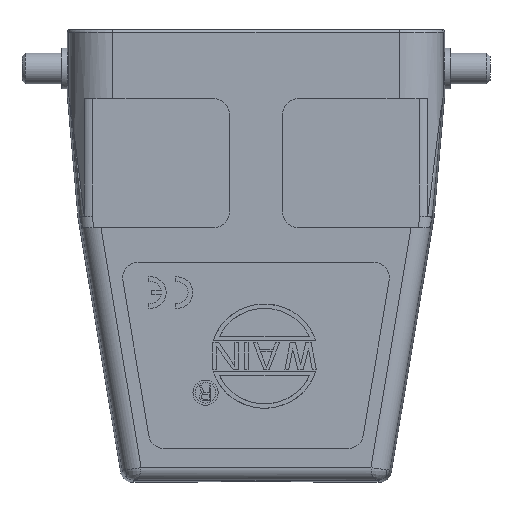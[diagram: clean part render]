
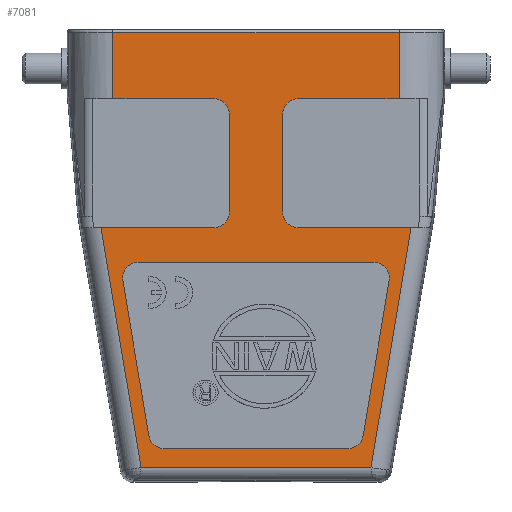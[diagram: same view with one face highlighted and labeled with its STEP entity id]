
A CAD part, front view. The second image highlights one B-rep face of the part: STEP entity #7081.
In plain terms, the highlighted planar face has unit normal (0, -1, 0).
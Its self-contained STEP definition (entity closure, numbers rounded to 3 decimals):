
#74=DIRECTION('',(0.,0.,1.));
#75=VECTOR('',#74,10.5);
#76=CARTESIAN_POINT('',(22.746,-21.5,-11.));
#77=LINE('',#76,#75);
#86=CARTESIAN_POINT('',(-6.75,-21.5,-13.5));
#87=DIRECTION('',(0.,-1.,0.));
#88=DIRECTION('',(1.,0.,0.));
#89=AXIS2_PLACEMENT_3D('',#86,#87,#88);
#91=CARTESIAN_POINT('',(6.75,-21.5,-13.5));
#92=DIRECTION('',(0.,-1.,0.));
#93=DIRECTION('',(0.,0.,1.));
#94=AXIS2_PLACEMENT_3D('',#91,#92,#93);
#96=CARTESIAN_POINT('',(6.75,-21.5,-29.));
#97=DIRECTION('',(0.,-1.,0.));
#98=DIRECTION('',(-1.,0.,0.));
#99=AXIS2_PLACEMENT_3D('',#96,#97,#98);
#101=DIRECTION('',(-0.165,0.,-0.986));
#102=VECTOR('',#101,38.688);
#103=CARTESIAN_POINT('',(24.658,-21.5,-31.5));
#104=LINE('',#103,#102);
#105=DIRECTION('',(-0.165,0.,0.986));
#106=VECTOR('',#105,38.69);
#107=CARTESIAN_POINT('',(-18.272,-21.5,
-69.659));
#108=LINE('',#107,#106);
#109=CARTESIAN_POINT('',(-6.75,-21.5,-29.));
#110=DIRECTION('',(0.,-1.,0.));
#111=DIRECTION('',(0.,0.,-1.));
#112=AXIS2_PLACEMENT_3D('',#109,#110,#111);
#114=CARTESIAN_POINT('',(14.583,-21.5,-64.125));
#115=DIRECTION('',(0.,-1.,0.));
#116=DIRECTION('',(0.,0.,-1.));
#117=AXIS2_PLACEMENT_3D('',#114,#115,#116);
#119=DIRECTION('',(0.165,0.,0.986));
#120=VECTOR('',#119,24.967);
#121=CARTESIAN_POINT('',(17.049,-21.5,-64.537));
#122=LINE('',#121,#120);
#123=CARTESIAN_POINT('',(18.704,-21.5,-39.5));
#124=DIRECTION('',(0.,-1.,0.));
#125=DIRECTION('',(0.986,0.,-0.165));
#126=AXIS2_PLACEMENT_3D('',#123,#124,#125);
#128=CARTESIAN_POINT('',(-18.704,-21.5,-39.5));
#129=DIRECTION('',(0.,-1.,0.));
#130=DIRECTION('',(0.,0.,1.));
#131=AXIS2_PLACEMENT_3D('',#128,#129,#130);
#133=DIRECTION('',(0.165,0.,-0.986));
#134=VECTOR('',#133,24.967);
#135=CARTESIAN_POINT('',(-21.17,-21.5,-39.913));
#136=LINE('',#135,#134);
#137=CARTESIAN_POINT('',(-14.583,-21.5,-64.125));
#138=DIRECTION('',(0.,-1.,0.));
#139=DIRECTION('',(-0.986,0.,-0.165));
#140=AXIS2_PLACEMENT_3D('',#137,#138,#139);
#164=DIRECTION('',(0.,0.,-1.));
#165=VECTOR('',#164,15.5);
#166=CARTESIAN_POINT('',(-4.25,-21.5,-13.5));
#167=LINE('',#166,#165);
#180=DIRECTION('',(-1.,0.,0.));
#181=VECTOR('',#180,17.908);
#182=CARTESIAN_POINT('',(-6.75,-21.5,-31.5));
#183=LINE('',#182,#181);
#242=DIRECTION('',(1.,0.,0.));
#243=VECTOR('',#242,36.55);
#244=CARTESIAN_POINT('',(-18.272,-21.5,
-69.659));
#245=LINE('',#244,#243);
#336=DIRECTION('',(0.,0.,-1.));
#337=VECTOR('',#336,10.5);
#338=CARTESIAN_POINT('',(-22.746,-21.5,-0.5));
#339=LINE('',#338,#337);
#379=DIRECTION('',(1.,0.,0.));
#380=VECTOR('',#379,15.996);
#381=CARTESIAN_POINT('',(-22.746,-21.5,-11.));
#382=LINE('',#381,#380);
#1678=DIRECTION('',(-1.,0.,0.));
#1679=VECTOR('',#1678,45.492);
#1680=CARTESIAN_POINT('',(22.746,-21.5,-0.5));
#1681=LINE('',#1680,#1679);
#2179=DIRECTION('',(-1.,0.,0.));
#2180=VECTOR('',#2179,17.908);
#2181=CARTESIAN_POINT('',(24.658,-21.5,-31.5));
#2182=LINE('',#2181,#2180);
#2213=DIRECTION('',(0.,0.,1.));
#2214=VECTOR('',#2213,15.5);
#2215=CARTESIAN_POINT('',(4.25,-21.5,-29.));
#2216=LINE('',#2215,#2214);
#2221=DIRECTION('',(1.,0.,0.));
#2222=VECTOR('',#2221,15.996);
#2223=CARTESIAN_POINT('',(6.75,-21.5,-11.));
#2224=LINE('',#2223,#2222);
#4414=DIRECTION('',(-1.,0.,0.));
#4415=VECTOR('',#4414,29.166);
#4416=CARTESIAN_POINT('',(14.583,-21.5,-66.625));
#4417=LINE('',#4416,#4415);
#4438=DIRECTION('',(1.,0.,0.));
#4439=VECTOR('',#4438,37.408);
#4440=CARTESIAN_POINT('',(-18.704,-21.5,-37.));
#4441=LINE('',#4440,#4439);
#5589=CARTESIAN_POINT('',(22.746,-21.5,-11.));
#5590=CARTESIAN_POINT('',(22.746,-21.5,-0.5));
#5591=VERTEX_POINT('',#5589);
#5592=VERTEX_POINT('',#5590);
#5596=CARTESIAN_POINT('',(-4.25,-21.5,-13.5));
#5597=CARTESIAN_POINT('',(-6.75,-21.5,-11.));
#5598=VERTEX_POINT('',#5596);
#5599=VERTEX_POINT('',#5597);
#5600=CARTESIAN_POINT('',(-22.746,-21.5,-11.));
#5601=VERTEX_POINT('',#5600);
#5602=CARTESIAN_POINT('',(-22.746,-21.5,-0.5));
#5603=VERTEX_POINT('',#5602);
#5604=CARTESIAN_POINT('',(6.75,-21.5,-11.));
#5605=VERTEX_POINT('',#5604);
#5606=CARTESIAN_POINT('',(4.25,-21.5,-13.5));
#5607=VERTEX_POINT('',#5606);
#5608=CARTESIAN_POINT('',(4.25,-21.5,-29.));
#5609=VERTEX_POINT('',#5608);
#5610=CARTESIAN_POINT('',(6.75,-21.5,-31.5));
#5611=VERTEX_POINT('',#5610);
#5612=CARTESIAN_POINT('',(24.658,-21.5,-31.5));
#5613=VERTEX_POINT('',#5612);
#5614=CARTESIAN_POINT('',(18.278,-21.5,
-69.659));
#5615=VERTEX_POINT('',#5614);
#5616=CARTESIAN_POINT('',(-18.272,-21.5,
-69.659));
#5617=VERTEX_POINT('',#5616);
#5618=CARTESIAN_POINT('',(-24.658,-21.5,
-31.5));
#5619=VERTEX_POINT('',#5618);
#5620=CARTESIAN_POINT('',(-6.75,-21.5,-31.5));
#5621=VERTEX_POINT('',#5620);
#5622=CARTESIAN_POINT('',(-4.25,-21.5,-29.));
#5623=VERTEX_POINT('',#5622);
#5624=CARTESIAN_POINT('',(14.583,-21.5,-66.625));
#5625=CARTESIAN_POINT('',(17.049,-21.5,-64.537));
#5626=VERTEX_POINT('',#5624);
#5627=VERTEX_POINT('',#5625);
#5628=CARTESIAN_POINT('',(21.17,-21.5,-39.913));
#5629=VERTEX_POINT('',#5628);
#5630=CARTESIAN_POINT('',(18.704,-21.5,-37.));
#5631=VERTEX_POINT('',#5630);
#5632=CARTESIAN_POINT('',(-18.704,-21.5,-37.));
#5633=VERTEX_POINT('',#5632);
#5634=CARTESIAN_POINT('',(-21.17,-21.5,-39.913));
#5635=VERTEX_POINT('',#5634);
#5636=CARTESIAN_POINT('',(-17.049,-21.5,-64.537));
#5637=VERTEX_POINT('',#5636);
#5638=CARTESIAN_POINT('',(-14.583,-21.5,-66.625));
#5639=VERTEX_POINT('',#5638);
#7025=CARTESIAN_POINT('',(0.,-21.5,0.));
#7026=DIRECTION('',(0.,1.,0.));
#7027=DIRECTION('',(0.,0.,1.));
#7028=AXIS2_PLACEMENT_3D('',#7025,#7026,#7027);
#7029=PLANE('',#7028);
#7031=ORIENTED_EDGE('',*,*,#7030,.T.);
#7033=ORIENTED_EDGE('',*,*,#7032,.F.);
#7035=ORIENTED_EDGE('',*,*,#7034,.F.);
#7037=ORIENTED_EDGE('',*,*,#7036,.F.);
#7038=ORIENTED_EDGE('',*,*,#7011,.F.);
#7040=ORIENTED_EDGE('',*,*,#7039,.F.);
#7042=ORIENTED_EDGE('',*,*,#7041,.T.);
#7044=ORIENTED_EDGE('',*,*,#7043,.F.);
#7046=ORIENTED_EDGE('',*,*,#7045,.T.);
#7048=ORIENTED_EDGE('',*,*,#7047,.F.);
#7050=ORIENTED_EDGE('',*,*,#7049,.T.);
#7052=ORIENTED_EDGE('',*,*,#7051,.F.);
#7054=ORIENTED_EDGE('',*,*,#7053,.T.);
#7056=ORIENTED_EDGE('',*,*,#7055,.F.);
#7058=ORIENTED_EDGE('',*,*,#7057,.T.);
#7060=ORIENTED_EDGE('',*,*,#7059,.F.);
#7061=EDGE_LOOP('',(#7031,#7033,#7035,#7037,#7038,#7040,#7042,#7044,#7046,#7048,
#7050,#7052,#7054,#7056,#7058,#7060));
#7062=FACE_OUTER_BOUND('',#7061,.F.);
#7064=ORIENTED_EDGE('',*,*,#7063,.T.);
#7066=ORIENTED_EDGE('',*,*,#7065,.T.);
#7068=ORIENTED_EDGE('',*,*,#7067,.T.);
#7070=ORIENTED_EDGE('',*,*,#7069,.F.);
#7072=ORIENTED_EDGE('',*,*,#7071,.T.);
#7074=ORIENTED_EDGE('',*,*,#7073,.T.);
#7076=ORIENTED_EDGE('',*,*,#7075,.T.);
#7078=ORIENTED_EDGE('',*,*,#7077,.F.);
#7079=EDGE_LOOP('',(#7064,#7066,#7068,#7070,#7072,#7074,#7076,#7078));
#7080=FACE_BOUND('',#7079,.F.);
#7081=ADVANCED_FACE('',(#7062,#7080),#7029,.F.);
#90=CIRCLE('',#89,2.5);
#95=CIRCLE('',#94,2.5);
#100=CIRCLE('',#99,2.5);
#113=CIRCLE('',#112,2.5);
#118=CIRCLE('',#117,2.5);
#127=CIRCLE('',#126,2.5);
#132=CIRCLE('',#131,2.5);
#141=CIRCLE('',#140,2.5);
#7011=EDGE_CURVE('',#5591,#5592,#77,.T.);
#7030=EDGE_CURVE('',#5598,#5599,#90,.T.);
#7032=EDGE_CURVE('',#5601,#5599,#382,.T.);
#7034=EDGE_CURVE('',#5603,#5601,#339,.T.);
#7036=EDGE_CURVE('',#5592,#5603,#1681,.T.);
#7039=EDGE_CURVE('',#5605,#5591,#2224,.T.);
#7041=EDGE_CURVE('',#5605,#5607,#95,.T.);
#7043=EDGE_CURVE('',#5609,#5607,#2216,.T.);
#7045=EDGE_CURVE('',#5609,#5611,#100,.T.);
#7047=EDGE_CURVE('',#5613,#5611,#2182,.T.);
#7049=EDGE_CURVE('',#5613,#5615,#104,.T.);
#7051=EDGE_CURVE('',#5617,#5615,#245,.T.);
#7053=EDGE_CURVE('',#5617,#5619,#108,.T.);
#7055=EDGE_CURVE('',#5621,#5619,#183,.T.);
#7057=EDGE_CURVE('',#5621,#5623,#113,.T.);
#7059=EDGE_CURVE('',#5598,#5623,#167,.T.);
#7063=EDGE_CURVE('',#5626,#5627,#118,.T.);
#7065=EDGE_CURVE('',#5627,#5629,#122,.T.);
#7067=EDGE_CURVE('',#5629,#5631,#127,.T.);
#7069=EDGE_CURVE('',#5633,#5631,#4441,.T.);
#7071=EDGE_CURVE('',#5633,#5635,#132,.T.);
#7073=EDGE_CURVE('',#5635,#5637,#136,.T.);
#7075=EDGE_CURVE('',#5637,#5639,#141,.T.);
#7077=EDGE_CURVE('',#5626,#5639,#4417,.T.);
